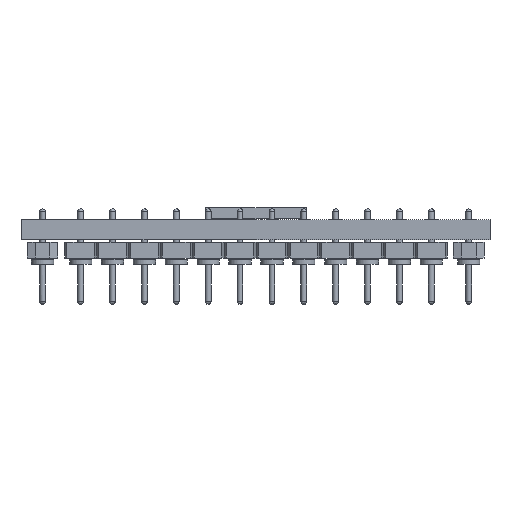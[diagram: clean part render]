
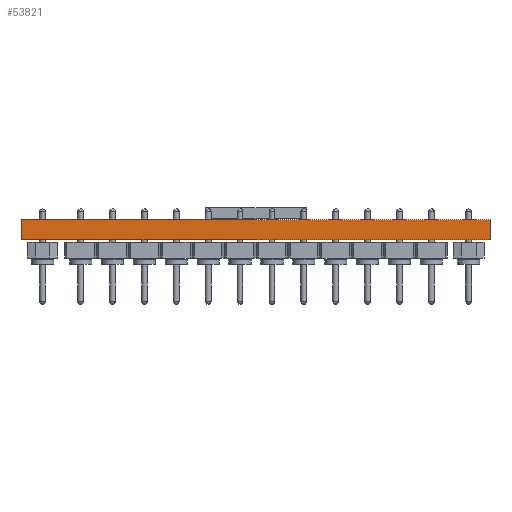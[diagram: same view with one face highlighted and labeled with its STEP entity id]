
A CAD part, front view. The second image highlights one B-rep face of the part: STEP entity #53821.
In plain terms, the highlighted planar face has unit normal (0, -1, 0).
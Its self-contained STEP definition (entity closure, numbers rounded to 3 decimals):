
#53705 = EDGE_CURVE('',#53706,#53708,#53710,.T.);
#53706 = VERTEX_POINT('',#53707);
#53707 = CARTESIAN_POINT('',(-18.644,-20.676,0.));
#53708 = VERTEX_POINT('',#53709);
#53709 = CARTESIAN_POINT('',(-18.644,-20.676,1.6));
#53710 = SURFACE_CURVE('',#53711,(#53715,#53727),.PCURVE_S1.);
#53711 = LINE('',#53712,#53713);
#53712 = CARTESIAN_POINT('',(-18.644,-20.676,0.));
#53713 = VECTOR('',#53714,1.);
#53714 = DIRECTION('',(0.,0.,1.));
#53715 = PCURVE('',#53716,#53721);
#53716 = PLANE('',#53717);
#53717 = AXIS2_PLACEMENT_3D('',#53718,#53719,#53720);
#53718 = CARTESIAN_POINT('',(-18.644,-20.676,0.));
#53719 = DIRECTION('',(-1.,0.,0.));
#53720 = DIRECTION('',(0.,1.,0.));
#53721 = DEFINITIONAL_REPRESENTATION('',(#53722),#53726);
#53722 = LINE('',#53723,#53724);
#53723 = CARTESIAN_POINT('',(0.,0.));
#53724 = VECTOR('',#53725,1.);
#53725 = DIRECTION('',(0.,-1.));
#53726 = ( GEOMETRIC_REPRESENTATION_CONTEXT(2) 
PARAMETRIC_REPRESENTATION_CONTEXT() REPRESENTATION_CONTEXT('2D SPACE',''
  ) );
#53727 = PCURVE('',#53728,#53733);
#53728 = PLANE('',#53729);
#53729 = AXIS2_PLACEMENT_3D('',#53730,#53731,#53732);
#53730 = CARTESIAN_POINT('',(18.644,-20.676,0.));
#53731 = DIRECTION('',(0.,-1.,0.));
#53732 = DIRECTION('',(-1.,0.,0.));
#53733 = DEFINITIONAL_REPRESENTATION('',(#53734),#53738);
#53734 = LINE('',#53735,#53736);
#53735 = CARTESIAN_POINT('',(37.287,0.));
#53736 = VECTOR('',#53737,1.);
#53737 = DIRECTION('',(0.,-1.));
#53738 = ( GEOMETRIC_REPRESENTATION_CONTEXT(2) 
PARAMETRIC_REPRESENTATION_CONTEXT() REPRESENTATION_CONTEXT('2D SPACE',''
  ) );
#53756 = PLANE('',#53757);
#53757 = AXIS2_PLACEMENT_3D('',#53758,#53759,#53760);
#53758 = CARTESIAN_POINT('',(0.,0.,1.6
    ));
#53759 = DIRECTION('',(-0.,-0.,-1.));
#53760 = DIRECTION('',(-1.,0.,0.));
#53810 = PLANE('',#53811);
#53811 = AXIS2_PLACEMENT_3D('',#53812,#53813,#53814);
#53812 = CARTESIAN_POINT('',(0.,0.,0.)
  );
#53813 = DIRECTION('',(-0.,-0.,-1.));
#53814 = DIRECTION('',(-1.,0.,0.));
#53821 = ADVANCED_FACE('',(#53822),#53728,.T.);
#53822 = FACE_BOUND('',#53823,.T.);
#53823 = EDGE_LOOP('',(#53824,#53854,#53875,#53876));
#53824 = ORIENTED_EDGE('',*,*,#53825,.T.);
#53825 = EDGE_CURVE('',#53826,#53828,#53830,.T.);
#53826 = VERTEX_POINT('',#53827);
#53827 = CARTESIAN_POINT('',(18.644,-20.676,0.));
#53828 = VERTEX_POINT('',#53829);
#53829 = CARTESIAN_POINT('',(18.644,-20.676,1.6));
#53830 = SURFACE_CURVE('',#53831,(#53835,#53842),.PCURVE_S1.);
#53831 = LINE('',#53832,#53833);
#53832 = CARTESIAN_POINT('',(18.644,-20.676,0.));
#53833 = VECTOR('',#53834,1.);
#53834 = DIRECTION('',(0.,0.,1.));
#53835 = PCURVE('',#53728,#53836);
#53836 = DEFINITIONAL_REPRESENTATION('',(#53837),#53841);
#53837 = LINE('',#53838,#53839);
#53838 = CARTESIAN_POINT('',(0.,-0.));
#53839 = VECTOR('',#53840,1.);
#53840 = DIRECTION('',(0.,-1.));
#53841 = ( GEOMETRIC_REPRESENTATION_CONTEXT(2) 
PARAMETRIC_REPRESENTATION_CONTEXT() REPRESENTATION_CONTEXT('2D SPACE',''
  ) );
#53842 = PCURVE('',#53843,#53848);
#53843 = PLANE('',#53844);
#53844 = AXIS2_PLACEMENT_3D('',#53845,#53846,#53847);
#53845 = CARTESIAN_POINT('',(18.644,20.676,0.));
#53846 = DIRECTION('',(1.,0.,-0.));
#53847 = DIRECTION('',(0.,-1.,0.));
#53848 = DEFINITIONAL_REPRESENTATION('',(#53849),#53853);
#53849 = LINE('',#53850,#53851);
#53850 = CARTESIAN_POINT('',(41.351,0.));
#53851 = VECTOR('',#53852,1.);
#53852 = DIRECTION('',(0.,-1.));
#53853 = ( GEOMETRIC_REPRESENTATION_CONTEXT(2) 
PARAMETRIC_REPRESENTATION_CONTEXT() REPRESENTATION_CONTEXT('2D SPACE',''
  ) );
#53854 = ORIENTED_EDGE('',*,*,#53855,.T.);
#53855 = EDGE_CURVE('',#53828,#53708,#53856,.T.);
#53856 = SURFACE_CURVE('',#53857,(#53861,#53868),.PCURVE_S1.);
#53857 = LINE('',#53858,#53859);
#53858 = CARTESIAN_POINT('',(18.644,-20.676,1.6));
#53859 = VECTOR('',#53860,1.);
#53860 = DIRECTION('',(-1.,0.,0.));
#53861 = PCURVE('',#53728,#53862);
#53862 = DEFINITIONAL_REPRESENTATION('',(#53863),#53867);
#53863 = LINE('',#53864,#53865);
#53864 = CARTESIAN_POINT('',(0.,-1.6));
#53865 = VECTOR('',#53866,1.);
#53866 = DIRECTION('',(1.,0.));
#53867 = ( GEOMETRIC_REPRESENTATION_CONTEXT(2) 
PARAMETRIC_REPRESENTATION_CONTEXT() REPRESENTATION_CONTEXT('2D SPACE',''
  ) );
#53868 = PCURVE('',#53756,#53869);
#53869 = DEFINITIONAL_REPRESENTATION('',(#53870),#53874);
#53870 = LINE('',#53871,#53872);
#53871 = CARTESIAN_POINT('',(-18.644,-20.676));
#53872 = VECTOR('',#53873,1.);
#53873 = DIRECTION('',(1.,0.));
#53874 = ( GEOMETRIC_REPRESENTATION_CONTEXT(2) 
PARAMETRIC_REPRESENTATION_CONTEXT() REPRESENTATION_CONTEXT('2D SPACE',''
  ) );
#53875 = ORIENTED_EDGE('',*,*,#53705,.F.);
#53876 = ORIENTED_EDGE('',*,*,#53877,.F.);
#53877 = EDGE_CURVE('',#53826,#53706,#53878,.T.);
#53878 = SURFACE_CURVE('',#53879,(#53883,#53890),.PCURVE_S1.);
#53879 = LINE('',#53880,#53881);
#53880 = CARTESIAN_POINT('',(18.644,-20.676,0.));
#53881 = VECTOR('',#53882,1.);
#53882 = DIRECTION('',(-1.,0.,0.));
#53883 = PCURVE('',#53728,#53884);
#53884 = DEFINITIONAL_REPRESENTATION('',(#53885),#53889);
#53885 = LINE('',#53886,#53887);
#53886 = CARTESIAN_POINT('',(0.,-0.));
#53887 = VECTOR('',#53888,1.);
#53888 = DIRECTION('',(1.,0.));
#53889 = ( GEOMETRIC_REPRESENTATION_CONTEXT(2) 
PARAMETRIC_REPRESENTATION_CONTEXT() REPRESENTATION_CONTEXT('2D SPACE',''
  ) );
#53890 = PCURVE('',#53810,#53891);
#53891 = DEFINITIONAL_REPRESENTATION('',(#53892),#53896);
#53892 = LINE('',#53893,#53894);
#53893 = CARTESIAN_POINT('',(-18.644,-20.676));
#53894 = VECTOR('',#53895,1.);
#53895 = DIRECTION('',(1.,0.));
#53896 = ( GEOMETRIC_REPRESENTATION_CONTEXT(2) 
PARAMETRIC_REPRESENTATION_CONTEXT() REPRESENTATION_CONTEXT('2D SPACE',''
  ) );
